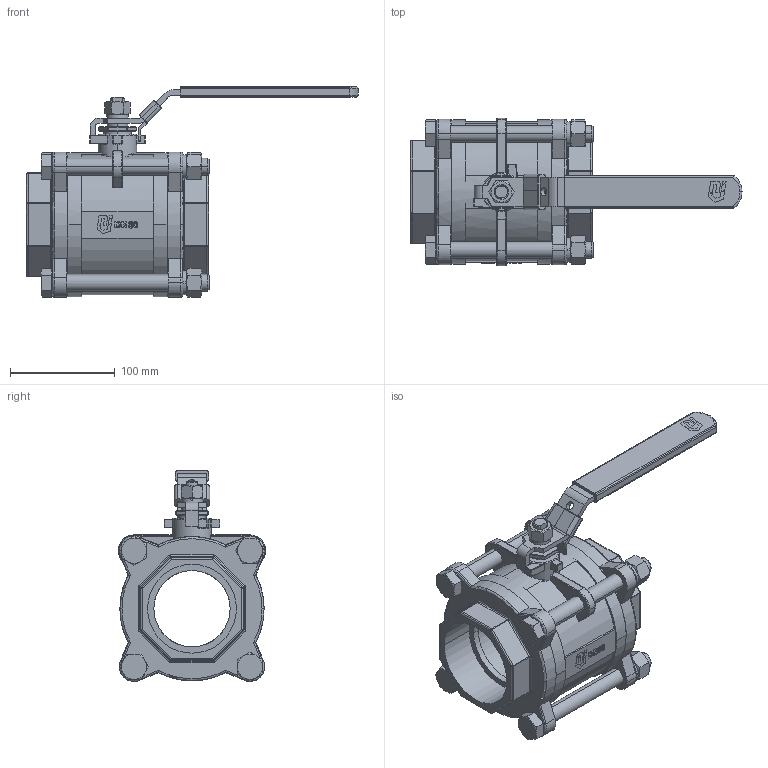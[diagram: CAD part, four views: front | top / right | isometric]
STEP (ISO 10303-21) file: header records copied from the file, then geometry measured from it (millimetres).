
FILE_DESCRIPTION(('HOOPS Exchange Step'),'2;1');
FILE_NAME('GK1700_DN80.stp','2025-12-19T15:46:50+01:00',('nieru'),('Unknown organisation'),'HOOPS Exchange 2024.2','HOOPS Exchange','Unknown authorisation');
FILE_SCHEMA( ('AP203_CONFIGURATION_CONTROLLED_3D_DESIGN_OF_MECHANICAL_PARTS_AND_ASSEMBLIES_MIM_LF') );
Length unit declared in the file: millimetre
Products named in the file (2): 0; root
Assembly tree (1 placements, depth 2):
  root
    0
Bounding box: 317.5 x 141.02 x 201.61 mm (x, y, z)
Volume: 1693709.9 mm3; surface area: 309223.6 mm2
Topology: 22 solids, 22 shells, 1214 faces, 3065 edges, 1911 vertices
Faces by surface type: cylinder 396, plane 390, bspline 247, cone 84, torus 67, sphere 30
Entity records: 89425 total; most frequent: CARTESIAN_POINT 63504, ORIENTED_EDGE 6098, DIRECTION 3925, EDGE_CURVE 3049, VERTEX_POINT 1911, VECTOR 1377, LINE 1377, EDGE_LOOP 1292
